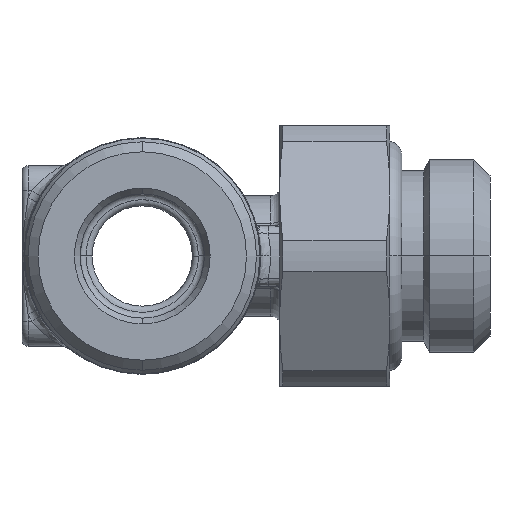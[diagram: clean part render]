
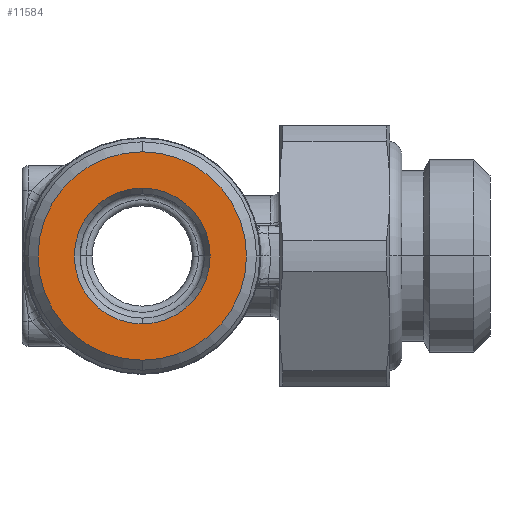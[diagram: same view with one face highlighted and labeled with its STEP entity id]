
A CAD part, left-side view. The second image highlights one B-rep face of the part: STEP entity #11584.
In plain terms, the highlighted planar face has unit normal (-1, 0, 0).
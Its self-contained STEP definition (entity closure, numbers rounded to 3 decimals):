
#3615=CARTESIAN_POINT('',(-18.25,0.,0.));
#3616=DIRECTION('',(-1.,0.,0.));
#3617=DIRECTION('',(0.,0.,-1.));
#3618=AXIS2_PLACEMENT_3D('',#3615,#3616,#3617);
#3628=CARTESIAN_POINT('',(-18.25,0.,0.));
#3629=DIRECTION('',(1.,0.,0.));
#3630=DIRECTION('',(0.,0.,-1.));
#3631=AXIS2_PLACEMENT_3D('',#3628,#3629,#3630);
#3633=CARTESIAN_POINT('',(-18.25,0.,0.));
#3634=DIRECTION('',(1.,0.,0.));
#3635=DIRECTION('',(0.,0.,-1.));
#3636=AXIS2_PLACEMENT_3D('',#3633,#3634,#3635);
#3638=CARTESIAN_POINT('',(-18.25,0.,0.));
#3639=DIRECTION('',(-1.,0.,0.));
#3640=DIRECTION('',(0.,0.,-1.));
#3641=AXIS2_PLACEMENT_3D('',#3638,#3639,#3640);
#4926=CARTESIAN_POINT('',(-18.25,0.,-3.389));
#4928=VERTEX_POINT('',#4926);
#4929=CARTESIAN_POINT('',(-18.25,0.,-5.2));
#4931=VERTEX_POINT('',#4929);
#4936=CARTESIAN_POINT('',(-18.25,0.,3.389));
#4938=VERTEX_POINT('',#4936);
#4939=CARTESIAN_POINT('',(-18.25,0.,5.2));
#4941=VERTEX_POINT('',#4939);
#11569=CARTESIAN_POINT('',(-18.25,0.,0.));
#11570=DIRECTION('',(-1.,0.,0.));
#11571=DIRECTION('',(0.,0.,1.));
#11572=AXIS2_PLACEMENT_3D('',#11569,#11570,#11571);
#11573=PLANE('',#11572);
#11574=ORIENTED_EDGE('',*,*,#11548,.F.);
#11575=ORIENTED_EDGE('',*,*,#11564,.T.);
#11576=EDGE_LOOP('',(#11574,#11575));
#11577=FACE_OUTER_BOUND('',#11576,.F.);
#11579=ORIENTED_EDGE('',*,*,#11578,.F.);
#11581=ORIENTED_EDGE('',*,*,#11580,.T.);
#11582=EDGE_LOOP('',(#11579,#11581));
#11583=FACE_BOUND('',#11582,.F.);
#11584=ADVANCED_FACE('',(#11577,#11583),#11573,.T.);
#3619=CIRCLE('',#3618,5.2);
#3632=CIRCLE('',#3631,5.2);
#3637=CIRCLE('',#3636,3.389);
#3642=CIRCLE('',#3641,3.389);
#11548=EDGE_CURVE('',#4931,#4941,#3619,.T.);
#11564=EDGE_CURVE('',#4931,#4941,#3632,.T.);
#11578=EDGE_CURVE('',#4928,#4938,#3637,.T.);
#11580=EDGE_CURVE('',#4928,#4938,#3642,.T.);
